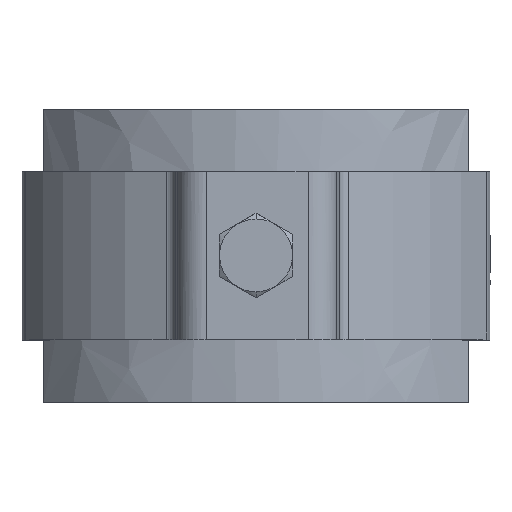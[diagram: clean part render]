
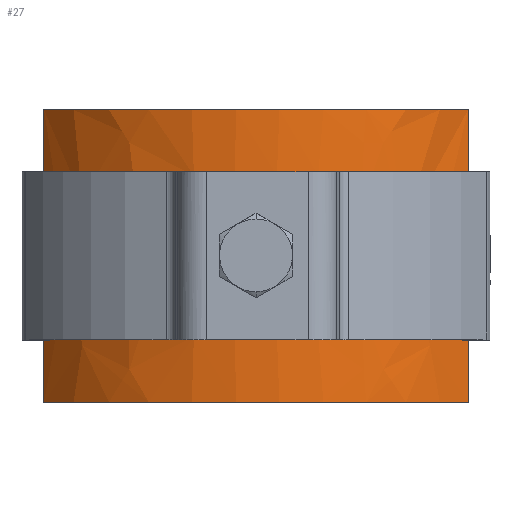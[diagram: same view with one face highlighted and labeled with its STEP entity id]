
A CAD part, top view. The second image highlights one B-rep face of the part: STEP entity #27.
In plain terms, the highlighted free-form (B-spline) face has degree [2, 1] with [5, 2] control points.
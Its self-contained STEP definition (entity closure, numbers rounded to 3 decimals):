
#21=FACE_BOUND('',#214,.T.);
#27=ADVANCED_FACE('',(#120,#21),#1282,.T.);
#120=FACE_OUTER_BOUND('',#213,.T.);
#213=EDGE_LOOP('',(#314,#315,#316,#317));
#214=EDGE_LOOP('',(#318,#319,#320,#321));
#314=ORIENTED_EDGE('',*,*,#733,.T.);
#315=ORIENTED_EDGE('',*,*,#736,.T.);
#316=ORIENTED_EDGE('',*,*,#727,.T.);
#317=ORIENTED_EDGE('',*,*,#737,.F.);
#318=ORIENTED_EDGE('',*,*,#722,.F.);
#319=ORIENTED_EDGE('',*,*,#725,.F.);
#320=ORIENTED_EDGE('',*,*,#724,.T.);
#321=ORIENTED_EDGE('',*,*,#723,.T.);
#722=EDGE_CURVE('',#1125,#1122,#916,.T.);
#723=EDGE_CURVE('',#1123,#1122,#1025,.T.);
#724=EDGE_CURVE('',#1124,#1123,#917,.T.);
#725=EDGE_CURVE('',#1124,#1125,#1026,.T.);
#727=EDGE_CURVE('',#1128,#1129,#1028,.T.);
#733=EDGE_CURVE('',#1132,#1133,#1032,.T.);
#736=EDGE_CURVE('',#1133,#1128,#920,.T.);
#737=EDGE_CURVE('',#1132,#1129,#921,.T.);
#916=(
BOUNDED_CURVE()
B_SPLINE_CURVE(2,(#1506,#1507,#1508,#1509,#1510),.UNSPECIFIED.,.F.,.F.)
B_SPLINE_CURVE_WITH_KNOTS((3,2,3),(238.606,246.709,254.812),
 .UNSPECIFIED.)
CURVE()
GEOMETRIC_REPRESENTATION_ITEM()
RATIONAL_B_SPLINE_CURVE((1.,0.993,1.,0.993,1.))
REPRESENTATION_ITEM('')
);
#917=(
BOUNDED_CURVE()
B_SPLINE_CURVE(2,(#1513,#1514,#1515,#1516,#1517),.UNSPECIFIED.,.F.,.F.)
B_SPLINE_CURVE_WITH_KNOTS((3,2,3),(238.606,246.709,254.812),
 .UNSPECIFIED.)
CURVE()
GEOMETRIC_REPRESENTATION_ITEM()
RATIONAL_B_SPLINE_CURVE((1.,0.993,1.,0.993,1.))
REPRESENTATION_ITEM('')
);
#920=(
BOUNDED_CURVE()
B_SPLINE_CURVE(2,(#1546,#1547,#1548,#1549,#1550),.UNSPECIFIED.,.F.,.F.)
B_SPLINE_CURVE_WITH_KNOTS((3,2,3),(215.52,246.709,277.901),
 .UNSPECIFIED.)
CURVE()
GEOMETRIC_REPRESENTATION_ITEM()
RATIONAL_B_SPLINE_CURVE((1.,0.896,1.,0.896,1.))
REPRESENTATION_ITEM('')
);
#921=(
BOUNDED_CURVE()
B_SPLINE_CURVE(2,(#1551,#1552,#1553,#1554,#1555),.UNSPECIFIED.,.F.,.F.)
B_SPLINE_CURVE_WITH_KNOTS((3,2,3),(215.52,246.709,277.901),
 .UNSPECIFIED.)
CURVE()
GEOMETRIC_REPRESENTATION_ITEM()
RATIONAL_B_SPLINE_CURVE((1.,0.896,1.,0.896,1.))
REPRESENTATION_ITEM('')
);
#1025=B_SPLINE_CURVE_WITH_KNOTS('',1,(#1511,#1512),.UNSPECIFIED.,.F.,.F.,
(2,2),(39.,61.),.UNSPECIFIED.);
#1026=B_SPLINE_CURVE_WITH_KNOTS('',1,(#1518,#1519),.UNSPECIFIED.,.F.,.F.,
(2,2),(-22.,0.),.UNSPECIFIED.);
#1028=B_SPLINE_CURVE_WITH_KNOTS('',1,(#1522,#1523),.UNSPECIFIED.,.F.,.F.,
(2,2),(19.,59.),.UNSPECIFIED.);
#1032=B_SPLINE_CURVE_WITH_KNOTS('',1,(#1540,#1541),.UNSPECIFIED.,.F.,.F.,
(2,2),(-59.,-19.),.UNSPECIFIED.);
#1122=VERTEX_POINT('',#1478);
#1123=VERTEX_POINT('',#1479);
#1124=VERTEX_POINT('',#1480);
#1125=VERTEX_POINT('',#1481);
#1128=VERTEX_POINT('',#1484);
#1129=VERTEX_POINT('',#1485);
#1132=VERTEX_POINT('',#1488);
#1133=VERTEX_POINT('',#1489);
#1282=(
BOUNDED_SURFACE()
B_SPLINE_SURFACE(2,1,((#1455,#1456),(#1457,#1458),(#1459,#1460),(#1461,
#1462),(#1463,#1464)),.UNSPECIFIED.,.F.,.F.,.F.)
B_SPLINE_SURFACE_WITH_KNOTS((3,2,3),(2,2),(214.711,246.709,
278.707),(0.,40.),.UNSPECIFIED.)
GEOMETRIC_REPRESENTATION_ITEM()
RATIONAL_B_SPLINE_SURFACE(((1.,1.),(0.891,0.891),
(1.,1.),(0.891,0.891),(1.,1.)))
REPRESENTATION_ITEM('')
SURFACE()
);
#1455=CARTESIAN_POINT('',(-29.5,-20.,58.58));
#1456=CARTESIAN_POINT('',(-29.5,20.,58.58));
#1457=CARTESIAN_POINT('',(-18.567,-20.,73.586));
#1458=CARTESIAN_POINT('',(-18.567,20.,73.586));
#1459=CARTESIAN_POINT('',(-0.001,-20.,73.587));
#1460=CARTESIAN_POINT('',(-0.001,20.,73.587));
#1461=CARTESIAN_POINT('',(18.566,-20.,73.588));
#1462=CARTESIAN_POINT('',(18.566,20.,73.588));
#1463=CARTESIAN_POINT('',(29.5,-20.,58.583));
#1464=CARTESIAN_POINT('',(29.5,20.,58.583));
#1478=CARTESIAN_POINT('',(8.5,-11.,72.584));
#1479=CARTESIAN_POINT('',(8.5,11.,72.584));
#1480=CARTESIAN_POINT('',(-8.5,11.,72.583));
#1481=CARTESIAN_POINT('',(-8.5,-11.,72.583));
#1484=CARTESIAN_POINT('',(29.,-20.,59.253));
#1485=CARTESIAN_POINT('',(29.,20.,59.253));
#1488=CARTESIAN_POINT('',(-28.998,20.,59.253));
#1489=CARTESIAN_POINT('',(-28.998,-20.,59.253));
#1506=CARTESIAN_POINT('',(-8.5,-11.,72.583));
#1507=CARTESIAN_POINT('',(-4.31,-11.,73.587));
#1508=CARTESIAN_POINT('',(-0.001,-11.,73.587));
#1509=CARTESIAN_POINT('',(4.309,-11.,73.587));
#1510=CARTESIAN_POINT('',(8.5,-11.,72.584));
#1511=CARTESIAN_POINT('',(8.5,11.,72.584));
#1512=CARTESIAN_POINT('',(8.5,-11.,72.584));
#1513=CARTESIAN_POINT('',(-8.5,11.,72.583));
#1514=CARTESIAN_POINT('',(-4.31,11.,73.587));
#1515=CARTESIAN_POINT('',(-0.001,11.,73.587));
#1516=CARTESIAN_POINT('',(4.309,11.,73.587));
#1517=CARTESIAN_POINT('',(8.5,11.,72.584));
#1518=CARTESIAN_POINT('',(-8.5,11.,72.583));
#1519=CARTESIAN_POINT('',(-8.5,-11.,72.583));
#1522=CARTESIAN_POINT('',(29.,-20.,59.253));
#1523=CARTESIAN_POINT('',(29.,20.,59.253));
#1540=CARTESIAN_POINT('',(-28.998,20.,59.253));
#1541=CARTESIAN_POINT('',(-28.998,-20.,59.253));
#1546=CARTESIAN_POINT('',(-28.998,-20.,59.253));
#1547=CARTESIAN_POINT('',(-18.042,-20.,73.586));
#1548=CARTESIAN_POINT('',(-0.001,-20.,73.587));
#1549=CARTESIAN_POINT('',(18.043,-20.,73.588));
#1550=CARTESIAN_POINT('',(29.,-20.,59.253));
#1551=CARTESIAN_POINT('',(-28.998,20.,59.253));
#1552=CARTESIAN_POINT('',(-18.042,20.,73.586));
#1553=CARTESIAN_POINT('',(-0.001,20.,73.587));
#1554=CARTESIAN_POINT('',(18.043,20.,73.588));
#1555=CARTESIAN_POINT('',(29.,20.,59.253));
